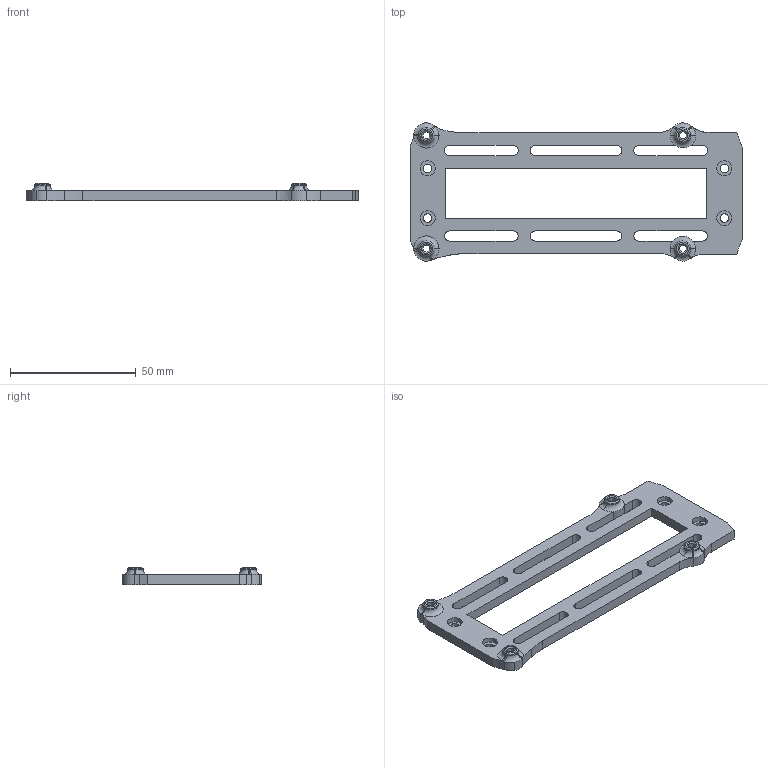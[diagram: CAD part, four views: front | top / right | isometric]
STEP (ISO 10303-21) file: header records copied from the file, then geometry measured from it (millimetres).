
FILE_DESCRIPTION (( 'STEP AP214' ), '1' );
FILE_NAME ('Fly-MMU Mount.STEP', '2026-02-11T22:20:21', ( '' ), ( '' ), 'SwSTEP 2.0', 'SolidWorks 2026', '' );
FILE_SCHEMA (( 'AUTOMOTIVE_DESIGN' ));
Length unit declared in the file: millimetre
Products named in the file (1): Fly-MMU Mount
Bounding box: 132 x 55 x 7 mm (x, y, z)
Volume: 14494.9 mm3; surface area: 11851.1 mm2
Topology: 1 solids, 1 shells, 149 faces, 396 edges, 251 vertices
Faces by surface type: cylinder 76, plane 34, cone 16, torus 15, bspline 8
Entity records: 4849 total; most frequent: CARTESIAN_POINT 924, DIRECTION 886, ORIENTED_EDGE 792, EDGE_CURVE 396, AXIS2_PLACEMENT_3D 361, VERTEX_POINT 251, CIRCLE 219, EDGE_LOOP 181
